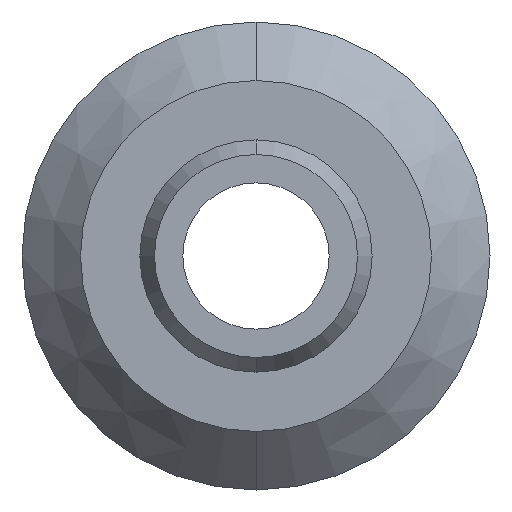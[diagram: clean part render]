
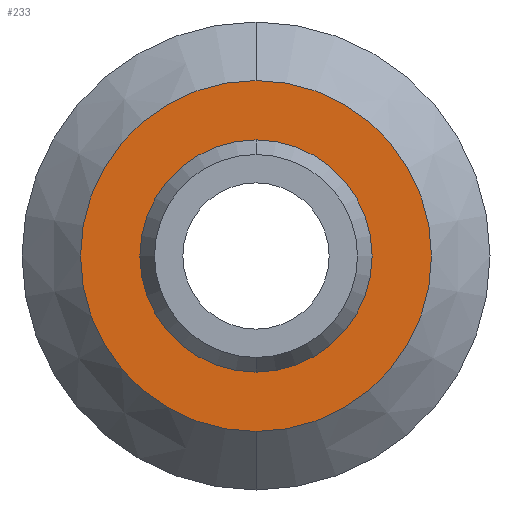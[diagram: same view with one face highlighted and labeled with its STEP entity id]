
A CAD part, front view. The second image highlights one B-rep face of the part: STEP entity #233.
In plain terms, the highlighted planar face has unit normal (0, -1, 0).
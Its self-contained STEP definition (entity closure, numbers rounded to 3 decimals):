
#9 = CARTESIAN_POINT ( 'NONE',  ( 0., 8., 0. ) ) ;
#14 = PLANE ( 'NONE',  #234 ) ;
#17 = CARTESIAN_POINT ( 'NONE',  ( 0., 8., 0. ) ) ;
#46 = DIRECTION ( 'NONE',  ( 0., 0., 1. ) ) ;
#56 = FACE_BOUND ( 'NONE', #240, .T. ) ;
#59 = AXIS2_PLACEMENT_3D ( 'NONE', #17, #258, #46 ) ;
#67 = CIRCLE ( 'NONE', #520, 1.985 ) ;
#70 = VERTEX_POINT ( 'NONE', #335 ) ;
#89 = CARTESIAN_POINT ( 'NONE',  ( 0., 8., 1.985 ) ) ;
#97 = FACE_OUTER_BOUND ( 'NONE', #125, .T. ) ;
#125 = EDGE_LOOP ( 'NONE', ( #385, #282 ) ) ;
#132 = DIRECTION ( 'NONE',  ( 0., 0., 1. ) ) ;
#174 = DIRECTION ( 'NONE',  ( 1., 0., 0. ) ) ;
#193 = EDGE_CURVE ( 'NONE', #496, #201, #67, .T. ) ;
#201 = VERTEX_POINT ( 'NONE', #89 ) ;
#216 = EDGE_CURVE ( 'NONE', #70, #305, #482, .T. ) ;
#219 = CARTESIAN_POINT ( 'NONE',  ( 0., 8., 0. ) ) ;
#226 = DIRECTION ( 'NONE',  ( 0., 1., 0. ) ) ;
#229 = DIRECTION ( 'NONE',  ( 0., -1., 0. ) ) ;
#233 = ADVANCED_FACE ( 'NONE', ( #56, #97 ), #14, .F. ) ;
#234 = AXIS2_PLACEMENT_3D ( 'NONE', #9, #442, #174 ) ;
#235 = CIRCLE ( 'NONE', #313, 3. ) ;
#240 = EDGE_LOOP ( 'NONE', ( #451, #356 ) ) ;
#258 = DIRECTION ( 'NONE',  ( 0., 1., 0. ) ) ;
#270 = CARTESIAN_POINT ( 'NONE',  ( 0., 8., -1.985 ) ) ;
#282 = ORIENTED_EDGE ( 'NONE', *, *, #216, .T. ) ;
#305 = VERTEX_POINT ( 'NONE', #440 ) ;
#306 = EDGE_CURVE ( 'NONE', #201, #496, #536, .T. ) ;
#313 = AXIS2_PLACEMENT_3D ( 'NONE', #450, #229, #457 ) ;
#335 = CARTESIAN_POINT ( 'NONE',  ( 0., 8., -3. ) ) ;
#338 = AXIS2_PLACEMENT_3D ( 'NONE', #219, #530, #132 ) ;
#356 = ORIENTED_EDGE ( 'NONE', *, *, #306, .T. ) ;
#385 = ORIENTED_EDGE ( 'NONE', *, *, #397, .T. ) ;
#397 = EDGE_CURVE ( 'NONE', #305, #70, #235, .T. ) ;
#400 = DIRECTION ( 'NONE',  ( 0., 0., 1. ) ) ;
#440 = CARTESIAN_POINT ( 'NONE',  ( 0., 8., 3. ) ) ;
#442 = DIRECTION ( 'NONE',  ( 0., 1., 0. ) ) ;
#450 = CARTESIAN_POINT ( 'NONE',  ( 0., 8., 0. ) ) ;
#451 = ORIENTED_EDGE ( 'NONE', *, *, #193, .T. ) ;
#457 = DIRECTION ( 'NONE',  ( 0., 0., 1. ) ) ;
#482 = CIRCLE ( 'NONE', #338, 3. ) ;
#496 = VERTEX_POINT ( 'NONE', #270 ) ;
#520 = AXIS2_PLACEMENT_3D ( 'NONE', #528, #226, #400 ) ;
#528 = CARTESIAN_POINT ( 'NONE',  ( 0., 8., 0. ) ) ;
#530 = DIRECTION ( 'NONE',  ( 0., -1., 0. ) ) ;
#536 = CIRCLE ( 'NONE', #59, 1.985 ) ;
